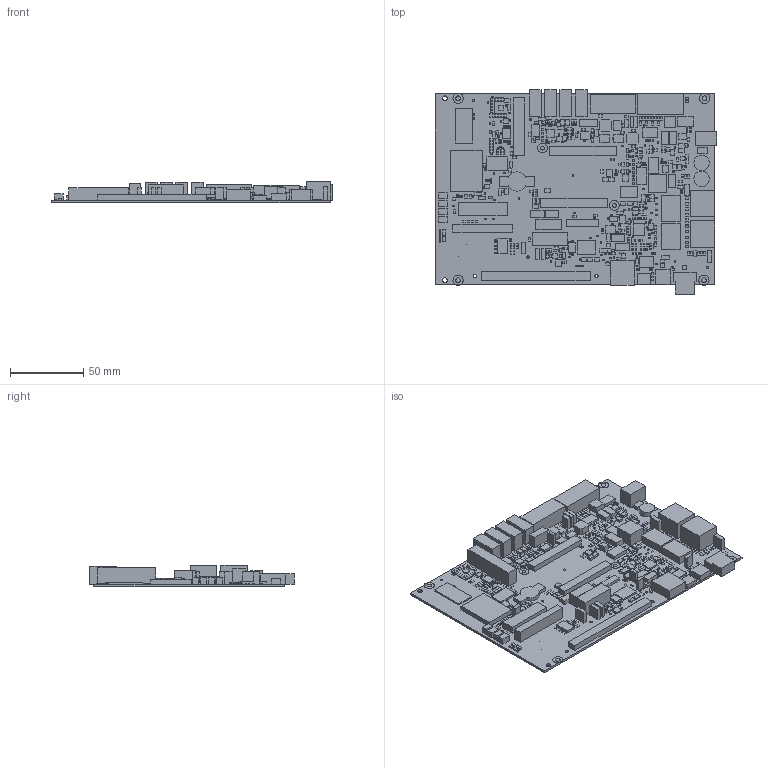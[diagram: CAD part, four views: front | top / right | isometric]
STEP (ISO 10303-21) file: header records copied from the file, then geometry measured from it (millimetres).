
FILE_DESCRIPTION(('FreeCAD Model'),'2;1');
FILE_NAME('1435-2step.step','2015-07-23T13:47:33', ('FreeCAD'),('FreeCAD'),'Open CASCADE STEP processor 6.3','FreeCAD', 'Unknown');
FILE_SCHEMA(('AUTOMOTIVE_DESIGN_CC2 { 1 2 10303 214 -1 1 5 4 }'));
Length unit declared in the file: millimetre
Products named in the file (599): Board_outline; C11; C169; C148; C175; C178; C115; C190; C176; C1; C21; C192; C163; C10; C252; C128; C12; C222; C113; C133; C101; C105; C130; C182; C161; C120; C147; C26; C184; C201; C19; C167; C171; C25; C125; C203; C198; C123; C213; C100 ...
Bounding box: 191.7 x 139.2 x 14.35 mm (x, y, z)
Volume: 97223.7 mm3; surface area: 94799.4 mm2
Topology: 599 solids, 599 shells, 3644 faces, 7338 edges, 4892 vertices
Faces by surface type: plane 3524, cylinder 120
Full cylindrical faces by diameter (mm): 1.1 x19, 1.4 x2, 1.6 x5, 1.9 x24, 2.2 x2, 2.3 x2, 2.4 x4, 2.55 x2, 3.2 x14
Entity records: 200006 total; most frequent: CARTESIAN_POINT 31727, DIRECTION 29348, LINE 21534, VECTOR 21534, ORIENTED_EDGE 14676, PCURVE 14676, DEFINITIONAL_REPRESENTATION 14676, EDGE_CURVE 7338
